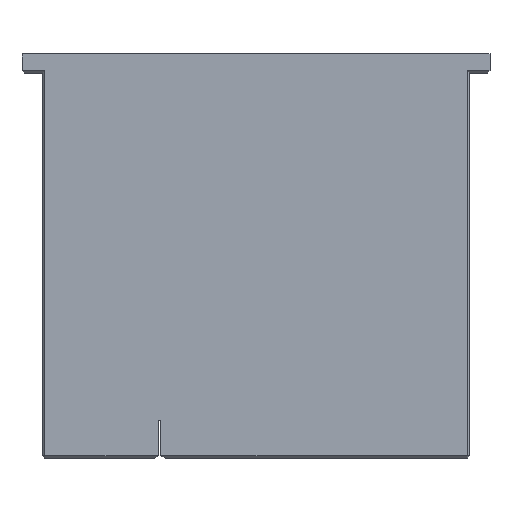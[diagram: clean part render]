
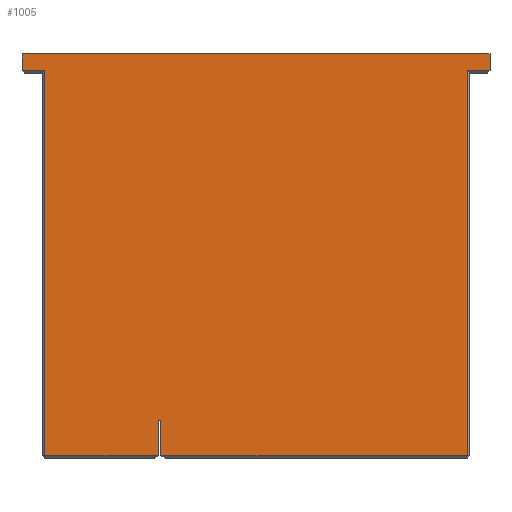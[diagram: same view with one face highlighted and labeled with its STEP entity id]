
A CAD part, front view. The second image highlights one B-rep face of the part: STEP entity #1005.
In plain terms, the highlighted planar face has unit normal (0, -1, 0).
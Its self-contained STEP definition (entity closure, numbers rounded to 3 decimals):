
#81=FACE_OUTER_BOUND('',#139,.T.);
#139=EDGE_LOOP('',(#830,#831,#832,#833,#834,#835,#836,#837,#838,#839,#840,
#841));
#205=LINE('',#1572,#332);
#209=LINE('',#1579,#336);
#210=LINE('',#1583,#337);
#221=LINE('',#1606,#348);
#231=LINE('',#1627,#358);
#240=LINE('',#1647,#367);
#255=LINE('',#1682,#382);
#260=LINE('',#1691,#387);
#263=LINE('',#1696,#390);
#267=LINE('',#1703,#394);
#268=LINE('',#1705,#395);
#269=LINE('',#1706,#396);
#332=VECTOR('',#1189,10.);
#336=VECTOR('',#1195,10.);
#337=VECTOR('',#1198,10.);
#348=VECTOR('',#1215,10.);
#358=VECTOR('',#1239,10.);
#367=VECTOR('',#1260,10.);
#382=VECTOR('',#1293,10.);
#387=VECTOR('',#1302,10.);
#390=VECTOR('',#1307,10.);
#394=VECTOR('',#1315,10.);
#395=VECTOR('',#1316,10.);
#396=VECTOR('',#1317,10.);
#450=VERTEX_POINT('',#1569);
#451=VERTEX_POINT('',#1571);
#453=VERTEX_POINT('',#1577);
#454=VERTEX_POINT('',#1581);
#455=VERTEX_POINT('',#1582);
#458=VERTEX_POINT('',#1590);
#464=VERTEX_POINT('',#1605);
#473=VERTEX_POINT('',#1646);
#476=VERTEX_POINT('',#1654);
#483=VERTEX_POINT('',#1674);
#486=VERTEX_POINT('',#1690);
#489=VERTEX_POINT('',#1704);
#552=EDGE_CURVE('',#450,#451,#205,.T.);
#556=EDGE_CURVE('',#453,#450,#209,.T.);
#557=EDGE_CURVE('',#454,#455,#210,.T.);
#568=EDGE_CURVE('',#458,#464,#221,.T.);
#580=EDGE_CURVE('',#455,#458,#231,.T.);
#590=EDGE_CURVE('',#473,#464,#240,.T.);
#607=EDGE_CURVE('',#483,#476,#255,.T.);
#612=EDGE_CURVE('',#476,#486,#260,.T.);
#615=EDGE_CURVE('',#486,#453,#263,.T.);
#619=EDGE_CURVE('',#451,#454,#267,.T.);
#620=EDGE_CURVE('',#483,#489,#268,.T.);
#621=EDGE_CURVE('',#489,#473,#269,.T.);
#830=ORIENTED_EDGE('',*,*,#557,.F.);
#831=ORIENTED_EDGE('',*,*,#619,.F.);
#832=ORIENTED_EDGE('',*,*,#552,.F.);
#833=ORIENTED_EDGE('',*,*,#556,.F.);
#834=ORIENTED_EDGE('',*,*,#615,.F.);
#835=ORIENTED_EDGE('',*,*,#612,.F.);
#836=ORIENTED_EDGE('',*,*,#607,.F.);
#837=ORIENTED_EDGE('',*,*,#620,.T.);
#838=ORIENTED_EDGE('',*,*,#621,.T.);
#839=ORIENTED_EDGE('',*,*,#590,.T.);
#840=ORIENTED_EDGE('',*,*,#568,.F.);
#841=ORIENTED_EDGE('',*,*,#580,.F.);
#949=PLANE('',#1082);
#1005=ADVANCED_FACE('',(#81),#949,.T.);
#1082=AXIS2_PLACEMENT_3D('',#1702,#1313,#1314);
#1189=DIRECTION('',(1.,0.,0.));
#1195=DIRECTION('',(0.,0.,1.));
#1198=DIRECTION('',(-1.,0.,0.));
#1215=DIRECTION('',(-1.,0.,0.));
#1239=DIRECTION('',(0.,0.,-1.));
#1260=DIRECTION('',(0.,0.,-1.));
#1293=DIRECTION('',(-1.,0.,0.));
#1302=DIRECTION('',(0.,0.,1.));
#1307=DIRECTION('',(-1.,0.,0.));
#1313=DIRECTION('center_axis',(0.,-1.,0.));
#1314=DIRECTION('ref_axis',(0.,0.,-1.));
#1315=DIRECTION('',(0.,0.,-1.));
#1316=DIRECTION('',(0.,0.,1.));
#1317=DIRECTION('',(1.,0.,0.));
#1569=CARTESIAN_POINT('',(-24.915,-22.966,38.997));
#1571=CARTESIAN_POINT('',(24.915,-22.966,38.997));
#1572=CARTESIAN_POINT('',(0.,-22.966,38.997));
#1577=CARTESIAN_POINT('',(-24.915,-22.966,37.201));
#1579=CARTESIAN_POINT('',(-24.915,-22.966,38.997));
#1581=CARTESIAN_POINT('',(24.915,-22.966,37.201));
#1582=CARTESIAN_POINT('',(22.515,-22.966,37.201));
#1583=CARTESIAN_POINT('',(0.,-22.966,37.201));
#1590=CARTESIAN_POINT('',(22.515,-22.966,-3.799));
#1605=CARTESIAN_POINT('',(-10.137,-22.966,-3.799));
#1606=CARTESIAN_POINT('',(0.,-22.966,-3.799));
#1627=CARTESIAN_POINT('',(22.515,-22.966,26.701));
#1646=CARTESIAN_POINT('',(-10.137,-22.966,-0.049));
#1647=CARTESIAN_POINT('',(-10.137,-22.966,16.451));
#1654=CARTESIAN_POINT('',(-22.515,-22.966,-3.799));
#1674=CARTESIAN_POINT('',(-10.393,-22.966,-3.799));
#1682=CARTESIAN_POINT('',(0.,-22.966,-3.799));
#1690=CARTESIAN_POINT('',(-22.515,-22.966,37.201));
#1691=CARTESIAN_POINT('',(-22.515,-22.966,26.701));
#1696=CARTESIAN_POINT('',(0.,-22.966,37.201));
#1702=CARTESIAN_POINT('Origin',(0.,-22.966,36.951));
#1703=CARTESIAN_POINT('',(24.915,-22.966,38.997));
#1704=CARTESIAN_POINT('',(-10.393,-22.966,-0.049));
#1705=CARTESIAN_POINT('',(-10.393,-22.966,16.451));
#1706=CARTESIAN_POINT('',(-5.133,-22.966,-0.049));
